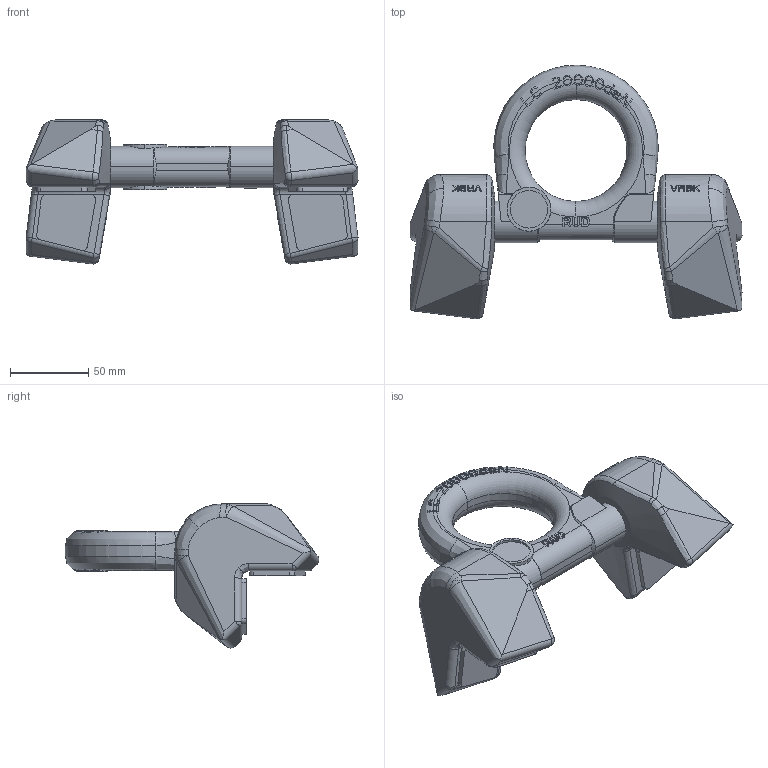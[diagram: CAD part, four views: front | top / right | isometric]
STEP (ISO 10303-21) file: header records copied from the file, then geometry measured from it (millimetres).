
FILE_DESCRIPTION((''),'2;1');
FILE_NAME('001-M34550-P-1_ASM','2013-11-08T',('Andreas.Wendler'),(''),'PRO/ENGINEER BY PARAMETRIC TECHNOLOGY CORPORATION, 2010140','PRO/ENGINEER BY PARAMETRIC TECHNOLOGY CORPORATION, 2010140','');
FILE_SCHEMA(('CONFIG_CONTROL_DESIGN'));
Products named in the file (3): 001-M34114-P-1; 001-M34050-P3; 001-M34550-P-1_ASM
Assembly tree (3 placements, depth 2):
  001-M34550-P-1_ASM
    001-M34114-P-1  x2
    001-M34050-P3
Bounding box: 211.9 x 161.89 x 91.92 mm (x, y, z)
Volume: 581068.2 mm3; surface area: 77547 mm2
Topology: 3 solids, 3 shells, 1346 faces, 3854 edges, 2538 vertices
Faces by surface type: plane 1070, bspline 80, cylinder 78, extrusion 52, torus 44, sphere 12, cone 10
Entity records: 48997 total; most frequent: CARTESIAN_POINT 20655, ORIENTED_EDGE 6788, DIRECTION 4505, EDGE_CURVE 3394, VERTEX_POINT 2245, VECTOR 1931, LINE 1879, B_SPLINE_CURVE_WITH_KNOTS 1351
